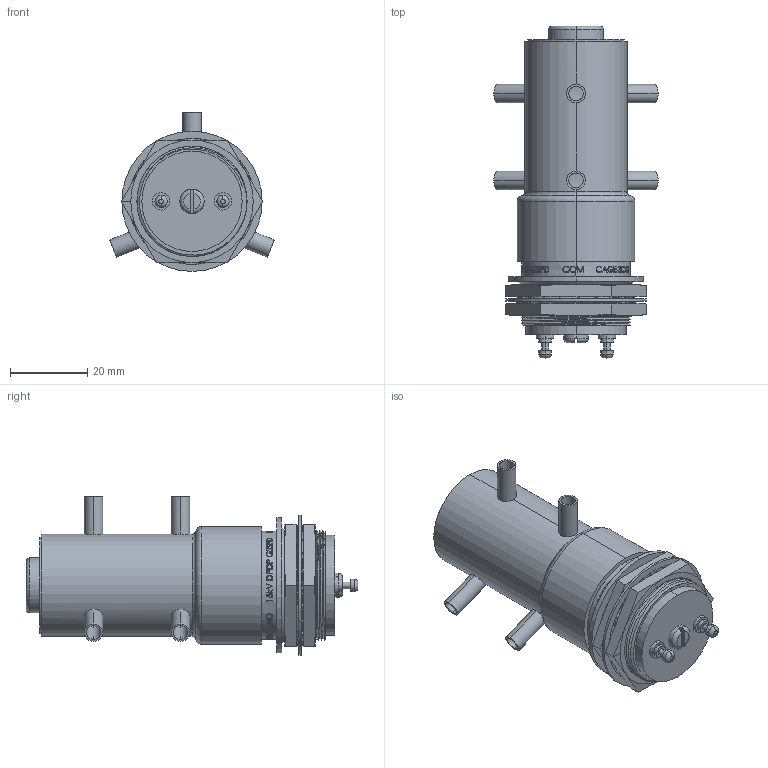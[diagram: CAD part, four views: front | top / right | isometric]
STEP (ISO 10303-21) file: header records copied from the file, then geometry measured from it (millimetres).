
FILE_DESCRIPTION (( 'STEP AP214' ), '1' );
FILE_NAME ('G2-8-15SPD_step_012314.STEP', '2014-01-23T17:26:07', ( 'User' ), ( '' ), 'SwSTEP 2.0', 'SolidWorks 2013', '' );
FILE_SCHEMA (( 'AUTOMOTIVE_DESIGN' ));
Length unit declared in the file: inch
Products named in the file (1): G2-8-15SPD_step_012314
Bounding box: 42.59 x 86 x 41.16 mm (x, y, z)
Volume: 49413.6 mm3; surface area: 15184.4 mm2
Topology: 10 solids, 10 shells, 787 faces, 2070 edges, 1375 vertices
Faces by surface type: bspline 358, plane 212, cylinder 147, cone 56, torus 14
Entity records: 58384 total; most frequent: CARTESIAN_POINT 31722, ORIENTED_EDGE 4140, DIRECTION 2081, EDGE_CURVE 2070, VERTEX_POINT 1375, B_SPLINE_CURVE_WITH_KNOTS 1280, EDGE_LOOP 865, AXIS2_PLACEMENT_3D 864
